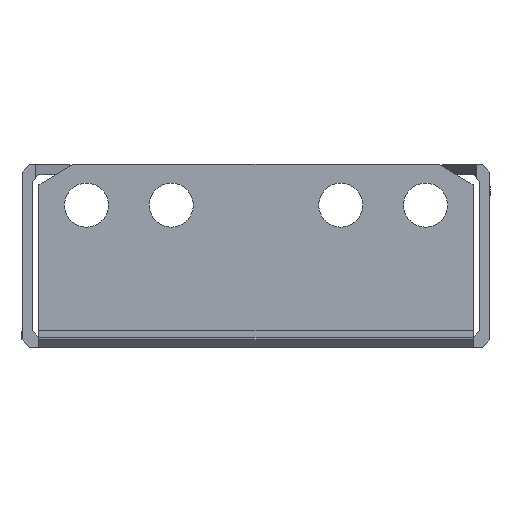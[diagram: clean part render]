
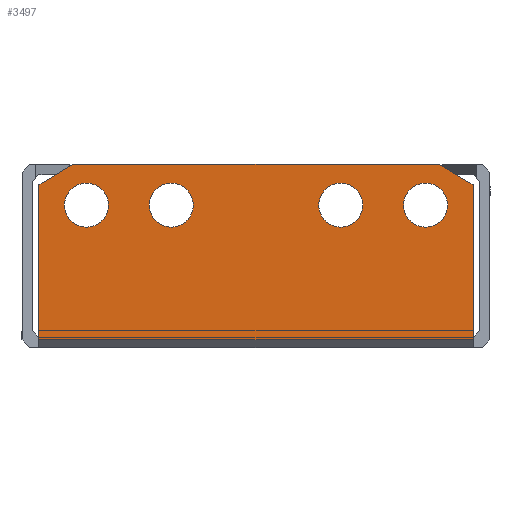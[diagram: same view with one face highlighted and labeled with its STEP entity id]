
A CAD part, left-side view. The second image highlights one B-rep face of the part: STEP entity #3497.
In plain terms, the highlighted planar face has unit normal (-1, 0, 0).
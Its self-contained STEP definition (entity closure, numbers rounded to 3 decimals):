
#371 = DIRECTION ( 'NONE',  ( 0., 0., 1. ) ) ;
#685 = DIRECTION ( 'NONE',  ( -1., 0., 0. ) ) ;
#1052 = LINE ( 'NONE', #3897, #6528 ) ;
#1118 = ORIENTED_EDGE ( 'NONE', *, *, #9415, .F. ) ;
#1378 = LINE ( 'NONE', #18986, #6236 ) ;
#1748 = VECTOR ( 'NONE', #25516, 1000. ) ;
#1843 = EDGE_LOOP ( 'NONE', ( #11141 ) ) ;
#2035 = CARTESIAN_POINT ( 'NONE',  ( -353., 32., -0.369 ) ) ;
#2238 = VERTEX_POINT ( 'NONE', #19865 ) ;
#2715 = CARTESIAN_POINT ( 'NONE',  ( -353., -32., 22.5 ) ) ;
#2801 = FACE_BOUND ( 'NONE', #16862, .T. ) ;
#2835 = DIRECTION ( 'NONE',  ( -1., 0., 0. ) ) ;
#3280 = LINE ( 'NONE', #6151, #4240 ) ;
#3497 = ADVANCED_FACE ( 'NONE', ( #22554, #2801, #5720, #8965, #21253 ), #26727, .T. ) ;
#3779 = CARTESIAN_POINT ( 'NONE',  ( -353., 32., 22.5 ) ) ;
#3822 = VECTOR ( 'NONE', #17226, 1000. ) ;
#3897 = CARTESIAN_POINT ( 'NONE',  ( -353., -35.536, -0.369 ) ) ;
#3983 = CIRCLE ( 'NONE', #25870, 3.25 ) ;
#4102 = CARTESIAN_POINT ( 'NONE',  ( -353., 0., 0. ) ) ;
#4240 = VECTOR ( 'NONE', #22614, 1000. ) ;
#4289 = DIRECTION ( 'NONE',  ( 0., 0., 1. ) ) ;
#4395 = CARTESIAN_POINT ( 'NONE',  ( -353., -32., 22.5 ) ) ;
#4425 = AXIS2_PLACEMENT_3D ( 'NONE', #15139, #17225, #17043 ) ;
#4871 = CARTESIAN_POINT ( 'NONE',  ( -353., 12.5, 19.5 ) ) ;
#4906 = EDGE_LOOP ( 'NONE', ( #1118 ) ) ;
#4983 = VERTEX_POINT ( 'NONE', #21522 ) ;
#5342 = VERTEX_POINT ( 'NONE', #24696 ) ;
#5720 = FACE_BOUND ( 'NONE', #4906, .T. ) ;
#6151 = CARTESIAN_POINT ( 'NONE',  ( -353., 27., 25.5 ) ) ;
#6236 = VECTOR ( 'NONE', #14550, 1000. ) ;
#6320 = CIRCLE ( 'NONE', #17109, 3.25 ) ;
#6528 = VECTOR ( 'NONE', #10327, 1000. ) ;
#6615 = ORIENTED_EDGE ( 'NONE', *, *, #6655, .T. ) ;
#6655 = EDGE_CURVE ( 'NONE', #24505, #19655, #3280, .T. ) ;
#7251 = ORIENTED_EDGE ( 'NONE', *, *, #19284, .T. ) ;
#7371 = CARTESIAN_POINT ( 'NONE',  ( -353., -25., 19.5 ) ) ;
#8234 = EDGE_CURVE ( 'NONE', #9577, #9577, #6320, .T. ) ;
#8965 = FACE_BOUND ( 'NONE', #1843, .T. ) ;
#9415 = EDGE_CURVE ( 'NONE', #5342, #5342, #3983, .T. ) ;
#9577 = VERTEX_POINT ( 'NONE', #9966 ) ;
#9881 = CARTESIAN_POINT ( 'NONE',  ( -353., -27., 25.5 ) ) ;
#9966 = CARTESIAN_POINT ( 'NONE',  ( -353., 12.5, 22.75 ) ) ;
#10327 = DIRECTION ( 'NONE',  ( 0., 1., 0. ) ) ;
#11141 = ORIENTED_EDGE ( 'NONE', *, *, #14328, .F. ) ;
#11181 = CARTESIAN_POINT ( 'NONE',  ( -353., -32., -0.369 ) ) ;
#11484 = ORIENTED_EDGE ( 'NONE', *, *, #15429, .T. ) ;
#11535 = DIRECTION ( 'NONE',  ( 0., 0., 1. ) ) ;
#12329 = EDGE_CURVE ( 'NONE', #19655, #23010, #23578, .T. ) ;
#12496 = VECTOR ( 'NONE', #23460, 1000. ) ;
#12806 = VERTEX_POINT ( 'NONE', #2035 ) ;
#12906 = CARTESIAN_POINT ( 'NONE',  ( -353., 32., 22.5 ) ) ;
#13145 = LINE ( 'NONE', #19648, #12496 ) ;
#13898 = EDGE_CURVE ( 'NONE', #23010, #12806, #13145, .T. ) ;
#14328 = EDGE_CURVE ( 'NONE', #4983, #4983, #15699, .T. ) ;
#14550 = DIRECTION ( 'NONE',  ( 0., 0., 1. ) ) ;
#14877 = VERTEX_POINT ( 'NONE', #4395 ) ;
#15117 = CARTESIAN_POINT ( 'NONE',  ( -353., -12.5, 19.5 ) ) ;
#15139 = CARTESIAN_POINT ( 'NONE',  ( -353., 25., 19.5 ) ) ;
#15156 = AXIS2_PLACEMENT_3D ( 'NONE', #4102, #18576, #4289 ) ;
#15163 = VERTEX_POINT ( 'NONE', #11181 ) ;
#15383 = EDGE_CURVE ( 'NONE', #15163, #12806, #1052, .T. ) ;
#15429 = EDGE_CURVE ( 'NONE', #15163, #14877, #1378, .T. ) ;
#15487 = CIRCLE ( 'NONE', #17583, 3.25 ) ;
#15699 = CIRCLE ( 'NONE', #4425, 3.25 ) ;
#16595 = ORIENTED_EDGE ( 'NONE', *, *, #12329, .T. ) ;
#16696 = ORIENTED_EDGE ( 'NONE', *, *, #25277, .F. ) ;
#16862 = EDGE_LOOP ( 'NONE', ( #16696 ) ) ;
#17043 = DIRECTION ( 'NONE',  ( 0., 0., 1. ) ) ;
#17105 = DIRECTION ( 'NONE',  ( 0., 0., 1. ) ) ;
#17109 = AXIS2_PLACEMENT_3D ( 'NONE', #4871, #25512, #371 ) ;
#17225 = DIRECTION ( 'NONE',  ( -1., 0., 0. ) ) ;
#17226 = DIRECTION ( 'NONE',  ( 0., 0.857, -0.514 ) ) ;
#17463 = ORIENTED_EDGE ( 'NONE', *, *, #8234, .F. ) ;
#17583 = AXIS2_PLACEMENT_3D ( 'NONE', #7371, #685, #11535 ) ;
#17899 = LINE ( 'NONE', #2715, #1748 ) ;
#18336 = EDGE_LOOP ( 'NONE', ( #17463 ) ) ;
#18576 = DIRECTION ( 'NONE',  ( -1., 0., 0. ) ) ;
#18986 = CARTESIAN_POINT ( 'NONE',  ( -353., -32., 22.5 ) ) ;
#19028 = EDGE_LOOP ( 'NONE', ( #22334, #21502, #11484, #7251, #6615, #16595 ) ) ;
#19284 = EDGE_CURVE ( 'NONE', #14877, #24505, #17899, .T. ) ;
#19648 = CARTESIAN_POINT ( 'NONE',  ( -353., 32., 0. ) ) ;
#19655 = VERTEX_POINT ( 'NONE', #20739 ) ;
#19865 = CARTESIAN_POINT ( 'NONE',  ( -353., -25., 22.75 ) ) ;
#20739 = CARTESIAN_POINT ( 'NONE',  ( -353., 27., 25.5 ) ) ;
#21253 = FACE_OUTER_BOUND ( 'NONE', #19028, .T. ) ;
#21502 = ORIENTED_EDGE ( 'NONE', *, *, #15383, .F. ) ;
#21522 = CARTESIAN_POINT ( 'NONE',  ( -353., 25., 22.75 ) ) ;
#22334 = ORIENTED_EDGE ( 'NONE', *, *, #13898, .T. ) ;
#22554 = FACE_BOUND ( 'NONE', #18336, .T. ) ;
#22614 = DIRECTION ( 'NONE',  ( 0., 1., 0. ) ) ;
#23010 = VERTEX_POINT ( 'NONE', #3779 ) ;
#23460 = DIRECTION ( 'NONE',  ( 0., 0., -1. ) ) ;
#23578 = LINE ( 'NONE', #12906, #3822 ) ;
#24505 = VERTEX_POINT ( 'NONE', #9881 ) ;
#24696 = CARTESIAN_POINT ( 'NONE',  ( -353., -12.5, 22.75 ) ) ;
#25277 = EDGE_CURVE ( 'NONE', #2238, #2238, #15487, .T. ) ;
#25512 = DIRECTION ( 'NONE',  ( -1., 0., 0. ) ) ;
#25516 = DIRECTION ( 'NONE',  ( 0., 0.857, 0.514 ) ) ;
#25870 = AXIS2_PLACEMENT_3D ( 'NONE', #15117, #2835, #17105 ) ;
#26727 = PLANE ( 'NONE',  #15156 ) ;
